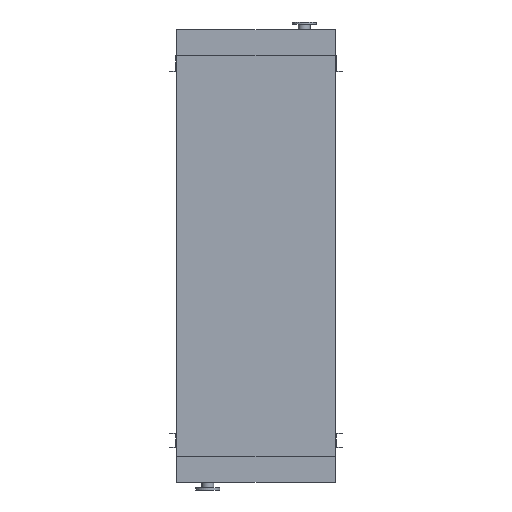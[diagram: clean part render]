
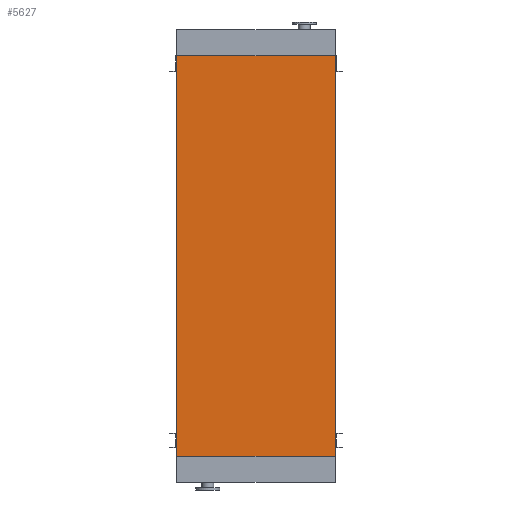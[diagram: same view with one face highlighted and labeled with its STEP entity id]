
A CAD part, front view. The second image highlights one B-rep face of the part: STEP entity #5627.
In plain terms, the highlighted planar face has unit normal (0, -1, 0).
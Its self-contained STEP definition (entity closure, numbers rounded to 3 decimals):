
#149 = CARTESIAN_POINT ( 'NONE',  ( 725., 0., 0. ) ) ;
#1051 = VERTEX_POINT ( 'NONE', #2392 ) ;
#1170 = VERTEX_POINT ( 'NONE', #149 ) ;
#1940 = DIRECTION ( 'NONE',  ( 0., 0., 1. ) ) ;
#1945 = EDGE_CURVE ( 'NONE', #14301, #11901, #13400, .T. ) ;
#2135 = AXIS2_PLACEMENT_3D ( 'NONE', #16312, #4890, #13807 ) ;
#2245 = EDGE_CURVE ( 'NONE', #1051, #1170, #10138, .T. ) ;
#2276 = VECTOR ( 'NONE', #5048, 1000. ) ;
#2392 = CARTESIAN_POINT ( 'NONE',  ( -725., 0., 0. ) ) ;
#3161 = ORIENTED_EDGE ( 'NONE', *, *, #1945, .T. ) ;
#3709 = CARTESIAN_POINT ( 'NONE',  ( -725., 0., 0. ) ) ;
#3719 = ORIENTED_EDGE ( 'NONE', *, *, #14694, .T. ) ;
#3974 = CARTESIAN_POINT ( 'NONE',  ( 725., 0., -3650. ) ) ;
#4890 = DIRECTION ( 'NONE',  ( 0., -1., 0. ) ) ;
#5048 = DIRECTION ( 'NONE',  ( 0., 0., 1. ) ) ;
#5627 = ADVANCED_FACE ( 'NONE', ( #7810 ), #12904, .T. ) ;
#6870 = ORIENTED_EDGE ( 'NONE', *, *, #2245, .F. ) ;
#7810 = FACE_OUTER_BOUND ( 'NONE', #8469, .T. ) ;
#7926 = CARTESIAN_POINT ( 'NONE',  ( -725., 0., -3650. ) ) ;
#7983 = DIRECTION ( 'NONE',  ( 1., 0., 0. ) ) ;
#8469 = EDGE_LOOP ( 'NONE', ( #6870, #16072, #3161, #3719 ) ) ;
#9111 = VECTOR ( 'NONE', #12719, 1000. ) ;
#9890 = EDGE_CURVE ( 'NONE', #14301, #1051, #12110, .T. ) ;
#10138 = LINE ( 'NONE', #3709, #9111 ) ;
#10498 = CARTESIAN_POINT ( 'NONE',  ( -725., 0., -3650. ) ) ;
#10714 = VECTOR ( 'NONE', #7983, 1000. ) ;
#11563 = LINE ( 'NONE', #3974, #2276 ) ;
#11901 = VERTEX_POINT ( 'NONE', #13154 ) ;
#12110 = LINE ( 'NONE', #13356, #12520 ) ;
#12520 = VECTOR ( 'NONE', #1940, 1000. ) ;
#12719 = DIRECTION ( 'NONE',  ( 1., 0., 0. ) ) ;
#12904 = PLANE ( 'NONE',  #2135 ) ;
#13154 = CARTESIAN_POINT ( 'NONE',  ( 725., 0., -3650. ) ) ;
#13356 = CARTESIAN_POINT ( 'NONE',  ( -725., 0., -3650. ) ) ;
#13400 = LINE ( 'NONE', #10498, #10714 ) ;
#13807 = DIRECTION ( 'NONE',  ( 0., 0., -1. ) ) ;
#14301 = VERTEX_POINT ( 'NONE', #7926 ) ;
#14694 = EDGE_CURVE ( 'NONE', #11901, #1170, #11563, .T. ) ;
#16072 = ORIENTED_EDGE ( 'NONE', *, *, #9890, .F. ) ;
#16312 = CARTESIAN_POINT ( 'NONE',  ( -725., 0., -3650. ) ) ;
